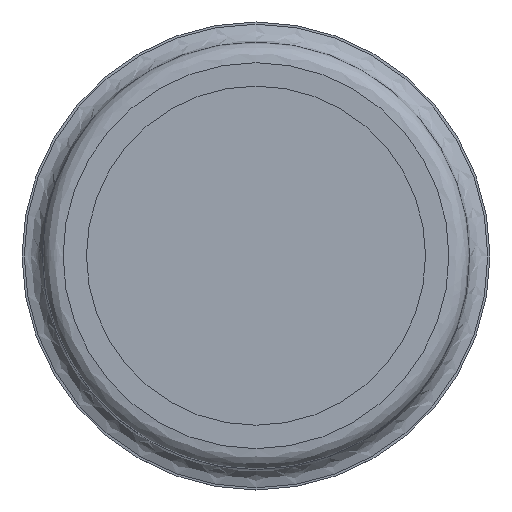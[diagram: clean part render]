
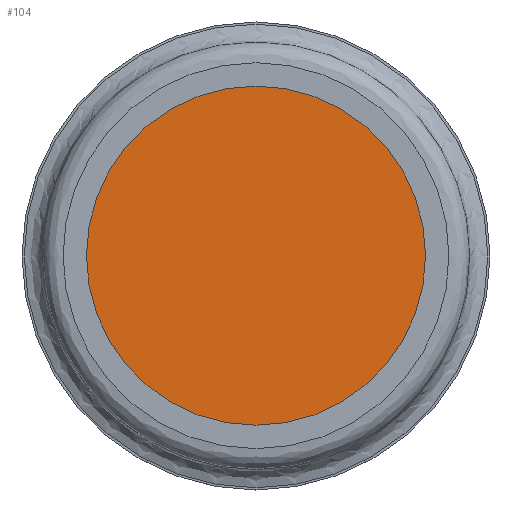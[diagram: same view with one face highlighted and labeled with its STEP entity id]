
A CAD part, top view. The second image highlights one B-rep face of the part: STEP entity #104.
In plain terms, the highlighted planar face has unit normal (0, 0, 1).
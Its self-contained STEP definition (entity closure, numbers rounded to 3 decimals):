
#37=DIRECTION('',(0.,0.,1.));
#68=VERTEX_POINT('',#69);
#69=CARTESIAN_POINT('',(-0.5,0.,10.49));
#75=ORIENTED_EDGE('',*,*,#76,.F.);
#76=EDGE_CURVE('',#68,#68,#77,.T.);
#77=CIRCLE('',#78,5.);
#78=AXIS2_PLACEMENT_3D('',#79,#37,#80);
#79=CARTESIAN_POINT('',(4.5,0.,10.49));
#80=DIRECTION('',(-1.,0.,0.));
#104=ADVANCED_FACE('',(#105),#107,.T.);
#105=FACE_BOUND('',#106,.F.);
#106=EDGE_LOOP('',(#75));
#107=PLANE('',#78);
